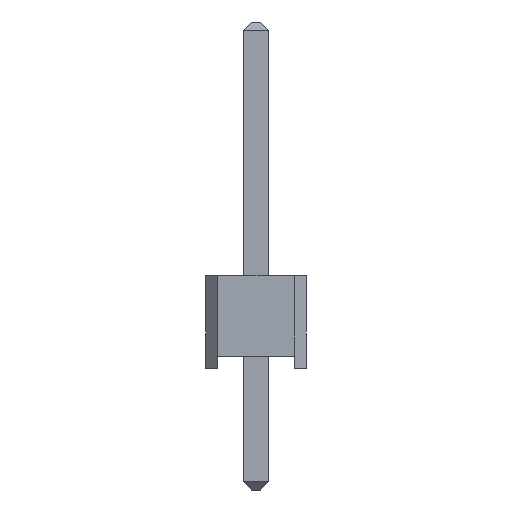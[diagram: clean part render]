
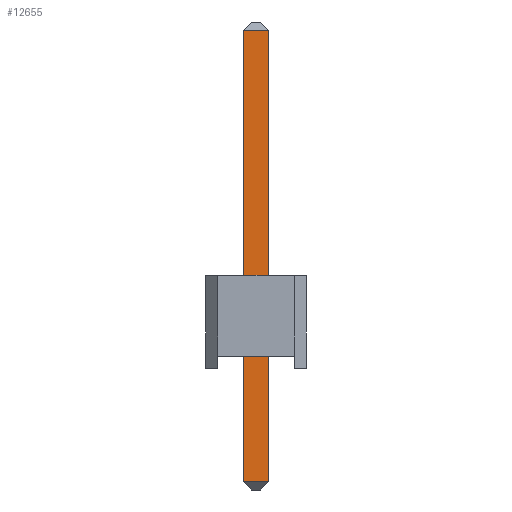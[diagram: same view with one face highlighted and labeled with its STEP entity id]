
A CAD part, left-side view. The second image highlights one B-rep face of the part: STEP entity #12655.
In plain terms, the highlighted planar face has unit normal (-1, 0, 0).
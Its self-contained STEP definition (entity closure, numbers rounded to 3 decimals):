
#12302 = PLANE('',#12303);
#12303 = AXIS2_PLACEMENT_3D('',#12304,#12305,#12306);
#12304 = CARTESIAN_POINT('',(-0.32,0.32,-3.));
#12305 = DIRECTION('',(-0.,1.,0.));
#12306 = DIRECTION('',(0.,0.,1.));
#12327 = VERTEX_POINT('',#12328);
#12328 = CARTESIAN_POINT('',(-0.32,0.32,-2.8));
#12354 = EDGE_CURVE('',#12327,#12355,#12357,.T.);
#12355 = VERTEX_POINT('',#12356);
#12356 = CARTESIAN_POINT('',(-0.32,0.32,8.34));
#12357 = SURFACE_CURVE('',#12358,(#12362,#12369),.PCURVE_S1.);
#12358 = LINE('',#12359,#12360);
#12359 = CARTESIAN_POINT('',(-0.32,0.32,-3.));
#12360 = VECTOR('',#12361,1.);
#12361 = DIRECTION('',(0.,-0.,1.));
#12362 = PCURVE('',#12302,#12363);
#12363 = DEFINITIONAL_REPRESENTATION('',(#12364),#12368);
#12364 = LINE('',#12365,#12366);
#12365 = CARTESIAN_POINT('',(0.,0.));
#12366 = VECTOR('',#12367,1.);
#12367 = DIRECTION('',(1.,0.));
#12368 = ( GEOMETRIC_REPRESENTATION_CONTEXT(2) 
PARAMETRIC_REPRESENTATION_CONTEXT() REPRESENTATION_CONTEXT('2D SPACE',''
  ) );
#12369 = PCURVE('',#12370,#12375);
#12370 = PLANE('',#12371);
#12371 = AXIS2_PLACEMENT_3D('',#12372,#12373,#12374);
#12372 = CARTESIAN_POINT('',(-0.32,-0.32,-3.));
#12373 = DIRECTION('',(-1.,0.,0.));
#12374 = DIRECTION('',(0.,0.,1.));
#12375 = DEFINITIONAL_REPRESENTATION('',(#12376),#12380);
#12376 = LINE('',#12377,#12378);
#12377 = CARTESIAN_POINT('',(0.,0.64));
#12378 = VECTOR('',#12379,1.);
#12379 = DIRECTION('',(1.,0.));
#12380 = ( GEOMETRIC_REPRESENTATION_CONTEXT(2) 
PARAMETRIC_REPRESENTATION_CONTEXT() REPRESENTATION_CONTEXT('2D SPACE',''
  ) );
#12482 = PLANE('',#12483);
#12483 = AXIS2_PLACEMENT_3D('',#12484,#12485,#12486);
#12484 = CARTESIAN_POINT('',(-0.22,-0.32,-2.9));
#12485 = DIRECTION('',(0.707,0.,0.707));
#12486 = DIRECTION('',(0.707,0.,-0.707));
#12515 = PLANE('',#12516);
#12516 = AXIS2_PLACEMENT_3D('',#12517,#12518,#12519);
#12517 = CARTESIAN_POINT('',(0.32,-0.32,-3.));
#12518 = DIRECTION('',(0.,-1.,0.));
#12519 = DIRECTION('',(0.,-0.,-1.));
#12595 = PLANE('',#12596);
#12596 = AXIS2_PLACEMENT_3D('',#12597,#12598,#12599);
#12597 = CARTESIAN_POINT('',(-0.22,-0.32,8.44));
#12598 = DIRECTION('',(-0.707,0.,0.707));
#12599 = DIRECTION('',(0.707,0.,0.707));
#12655 = ADVANCED_FACE('',(#12656),#12370,.T.);
#12656 = FACE_BOUND('',#12657,.T.);
#12657 = EDGE_LOOP('',(#12658,#12659,#12682,#12705));
#12658 = ORIENTED_EDGE('',*,*,#12354,.F.);
#12659 = ORIENTED_EDGE('',*,*,#12660,.T.);
#12660 = EDGE_CURVE('',#12327,#12661,#12663,.T.);
#12661 = VERTEX_POINT('',#12662);
#12662 = CARTESIAN_POINT('',(-0.32,-0.32,-2.8));
#12663 = SURFACE_CURVE('',#12664,(#12668,#12675),.PCURVE_S1.);
#12664 = LINE('',#12665,#12666);
#12665 = CARTESIAN_POINT('',(-0.32,-0.32,-2.8));
#12666 = VECTOR('',#12667,1.);
#12667 = DIRECTION('',(-0.,-1.,0.));
#12668 = PCURVE('',#12370,#12669);
#12669 = DEFINITIONAL_REPRESENTATION('',(#12670),#12674);
#12670 = LINE('',#12671,#12672);
#12671 = CARTESIAN_POINT('',(0.2,0.));
#12672 = VECTOR('',#12673,1.);
#12673 = DIRECTION('',(0.,-1.));
#12674 = ( GEOMETRIC_REPRESENTATION_CONTEXT(2) 
PARAMETRIC_REPRESENTATION_CONTEXT() REPRESENTATION_CONTEXT('2D SPACE',''
  ) );
#12675 = PCURVE('',#12482,#12676);
#12676 = DEFINITIONAL_REPRESENTATION('',(#12677),#12681);
#12677 = LINE('',#12678,#12679);
#12678 = CARTESIAN_POINT('',(-0.141,0.));
#12679 = VECTOR('',#12680,1.);
#12680 = DIRECTION('',(-0.,-1.));
#12681 = ( GEOMETRIC_REPRESENTATION_CONTEXT(2) 
PARAMETRIC_REPRESENTATION_CONTEXT() REPRESENTATION_CONTEXT('2D SPACE',''
  ) );
#12682 = ORIENTED_EDGE('',*,*,#12683,.T.);
#12683 = EDGE_CURVE('',#12661,#12684,#12686,.T.);
#12684 = VERTEX_POINT('',#12685);
#12685 = CARTESIAN_POINT('',(-0.32,-0.32,8.34));
#12686 = SURFACE_CURVE('',#12687,(#12691,#12698),.PCURVE_S1.);
#12687 = LINE('',#12688,#12689);
#12688 = CARTESIAN_POINT('',(-0.32,-0.32,-3.));
#12689 = VECTOR('',#12690,1.);
#12690 = DIRECTION('',(0.,0.,1.));
#12691 = PCURVE('',#12370,#12692);
#12692 = DEFINITIONAL_REPRESENTATION('',(#12693),#12697);
#12693 = LINE('',#12694,#12695);
#12694 = CARTESIAN_POINT('',(0.,0.));
#12695 = VECTOR('',#12696,1.);
#12696 = DIRECTION('',(1.,0.));
#12697 = ( GEOMETRIC_REPRESENTATION_CONTEXT(2) 
PARAMETRIC_REPRESENTATION_CONTEXT() REPRESENTATION_CONTEXT('2D SPACE',''
  ) );
#12698 = PCURVE('',#12515,#12699);
#12699 = DEFINITIONAL_REPRESENTATION('',(#12700),#12704);
#12700 = LINE('',#12701,#12702);
#12701 = CARTESIAN_POINT('',(-0.,-0.64));
#12702 = VECTOR('',#12703,1.);
#12703 = DIRECTION('',(-1.,0.));
#12704 = ( GEOMETRIC_REPRESENTATION_CONTEXT(2) 
PARAMETRIC_REPRESENTATION_CONTEXT() REPRESENTATION_CONTEXT('2D SPACE',''
  ) );
#12705 = ORIENTED_EDGE('',*,*,#12706,.T.);
#12706 = EDGE_CURVE('',#12684,#12355,#12707,.T.);
#12707 = SURFACE_CURVE('',#12708,(#12712,#12719),.PCURVE_S1.);
#12708 = LINE('',#12709,#12710);
#12709 = CARTESIAN_POINT('',(-0.32,-0.32,8.34));
#12710 = VECTOR('',#12711,1.);
#12711 = DIRECTION('',(0.,1.,-0.));
#12712 = PCURVE('',#12370,#12713);
#12713 = DEFINITIONAL_REPRESENTATION('',(#12714),#12718);
#12714 = LINE('',#12715,#12716);
#12715 = CARTESIAN_POINT('',(11.34,0.));
#12716 = VECTOR('',#12717,1.);
#12717 = DIRECTION('',(0.,1.));
#12718 = ( GEOMETRIC_REPRESENTATION_CONTEXT(2) 
PARAMETRIC_REPRESENTATION_CONTEXT() REPRESENTATION_CONTEXT('2D SPACE',''
  ) );
#12719 = PCURVE('',#12595,#12720);
#12720 = DEFINITIONAL_REPRESENTATION('',(#12721),#12725);
#12721 = LINE('',#12722,#12723);
#12722 = CARTESIAN_POINT('',(-0.141,0.));
#12723 = VECTOR('',#12724,1.);
#12724 = DIRECTION('',(0.,1.));
#12725 = ( GEOMETRIC_REPRESENTATION_CONTEXT(2) 
PARAMETRIC_REPRESENTATION_CONTEXT() REPRESENTATION_CONTEXT('2D SPACE',''
  ) );
